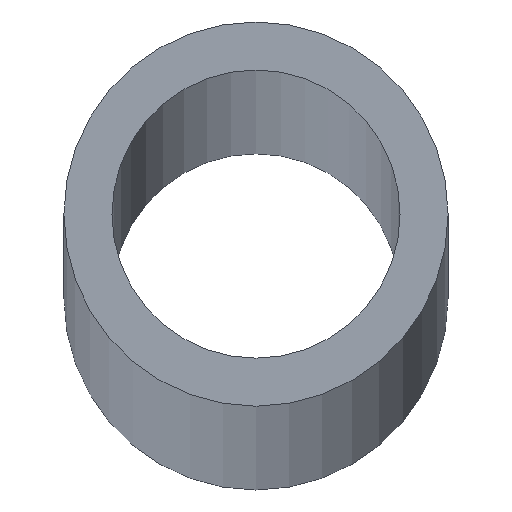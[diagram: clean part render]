
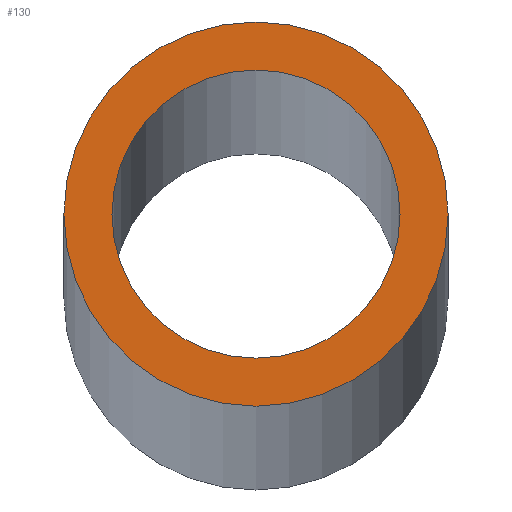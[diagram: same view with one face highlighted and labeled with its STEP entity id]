
A CAD part, top view. The second image highlights one B-rep face of the part: STEP entity #130.
In plain terms, the highlighted planar face has unit normal (0, 0, 1).
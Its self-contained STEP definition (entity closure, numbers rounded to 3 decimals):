
#25 = VERTEX_POINT ( 'NONE', #123 ) ;
#32 = VERTEX_POINT ( 'NONE', #95 ) ;
#43 = CIRCLE ( 'NONE', #117, 8. ) ;
#49 = FACE_BOUND ( 'NONE', #88, .T. ) ;
#69 = CIRCLE ( 'NONE', #150, 6. ) ;
#75 = EDGE_CURVE ( 'NONE', #32, #32, #69, .T. ) ;
#79 = DIRECTION ( 'NONE',  ( 0., 0., 1. ) ) ;
#80 = ORIENTED_EDGE ( 'NONE', *, *, #75, .F. ) ;
#81 = EDGE_LOOP ( 'NONE', ( #164 ) ) ;
#83 = CARTESIAN_POINT ( 'NONE',  ( 0., 0., 2000. ) ) ;
#88 = EDGE_LOOP ( 'NONE', ( #80 ) ) ;
#95 = CARTESIAN_POINT ( 'NONE',  ( 6., 0., 2000. ) ) ;
#97 = DIRECTION ( 'NONE',  ( 1., 0., 0. ) ) ;
#113 = AXIS2_PLACEMENT_3D ( 'NONE', #131, #158, #127 ) ;
#117 = AXIS2_PLACEMENT_3D ( 'NONE', #83, #79, #97 ) ;
#123 = CARTESIAN_POINT ( 'NONE',  ( 8., 0., 2000. ) ) ;
#127 = DIRECTION ( 'NONE',  ( 1., 0., 0. ) ) ;
#129 = PLANE ( 'NONE',  #113 ) ;
#130 = ADVANCED_FACE ( 'NONE', ( #151, #49 ), #129, .T. ) ;
#131 = CARTESIAN_POINT ( 'NONE',  ( 0., 0., 2000. ) ) ;
#141 = EDGE_CURVE ( 'NONE', #25, #25, #43, .T. ) ;
#142 = DIRECTION ( 'NONE',  ( 1., 0., 0. ) ) ;
#145 = CARTESIAN_POINT ( 'NONE',  ( 0., 0., 2000. ) ) ;
#150 = AXIS2_PLACEMENT_3D ( 'NONE', #145, #168, #142 ) ;
#151 = FACE_OUTER_BOUND ( 'NONE', #81, .T. ) ;
#158 = DIRECTION ( 'NONE',  ( 0., 0., 1. ) ) ;
#164 = ORIENTED_EDGE ( 'NONE', *, *, #141, .T. ) ;
#168 = DIRECTION ( 'NONE',  ( 0., 0., 1. ) ) ;
